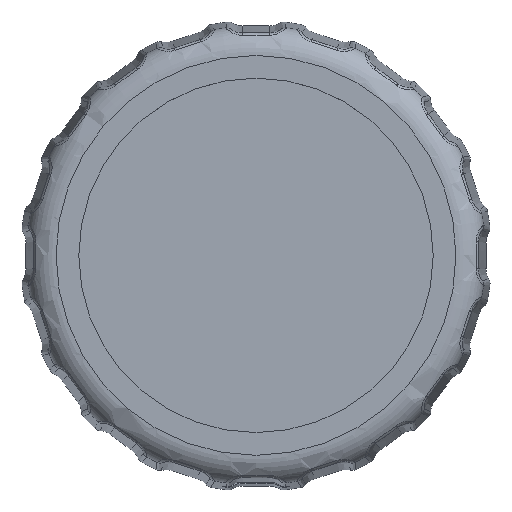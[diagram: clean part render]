
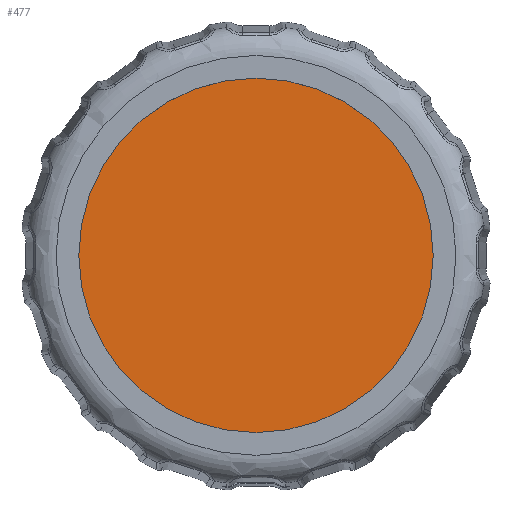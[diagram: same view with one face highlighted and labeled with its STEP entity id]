
A CAD part, top view. The second image highlights one B-rep face of the part: STEP entity #477.
In plain terms, the highlighted planar face has unit normal (0, 0, 1).
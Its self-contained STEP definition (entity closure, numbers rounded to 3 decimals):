
#477 = ADVANCED_FACE( '', ( #1118 ), #1119, .F. );
#1118 = FACE_OUTER_BOUND( '', #5477, .T. );
#1119 = PLANE( '', #5478 );
#5477 = EDGE_LOOP( '', ( #11815 ) );
#5478 = AXIS2_PLACEMENT_3D( '', #11816, #11817, #11818 );
#11815 = ORIENTED_EDGE( '', *, *, #13483, .T. );
#11816 = CARTESIAN_POINT( '', ( 12., 0., 37. ) );
#11817 = DIRECTION( '', ( 0., 0., -1. ) );
#11818 = DIRECTION( '', ( -1., 0., 0. ) );
#13483 = EDGE_CURVE( '', #14650, #14650, #14651, .F. );
#14650 = VERTEX_POINT( '', #19003 );
#14651 = CIRCLE( '', #19004, 12. );
#19003 = CARTESIAN_POINT( '', ( -12., 0., 37. ) );
#19004 = AXIS2_PLACEMENT_3D( '', #22608, #22609, #22610 );
#22608 = CARTESIAN_POINT( '', ( 0., 0., 37. ) );
#22609 = DIRECTION( '', ( 0., 0., -1. ) );
#22610 = DIRECTION( '', ( -1., 0., 0. ) );
